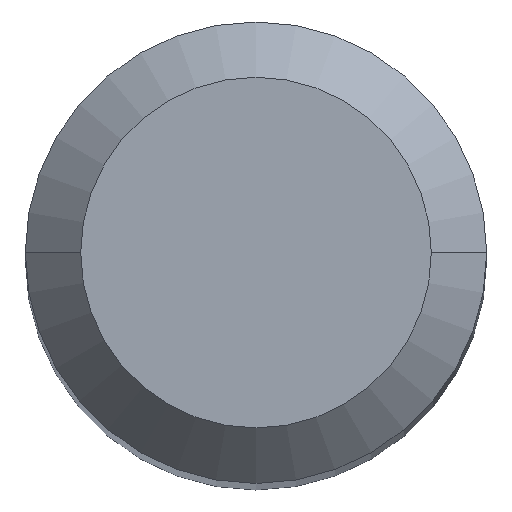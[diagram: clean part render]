
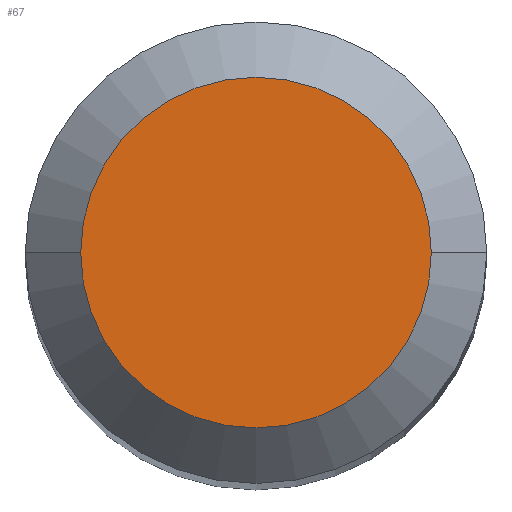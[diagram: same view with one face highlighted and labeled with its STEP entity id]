
A CAD part, top view. The second image highlights one B-rep face of the part: STEP entity #67.
In plain terms, the highlighted planar face has unit normal (0, 0, 1).
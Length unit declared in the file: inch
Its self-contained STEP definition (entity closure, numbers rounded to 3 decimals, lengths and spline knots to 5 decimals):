
#30 = DIRECTION ( 'NONE',  ( 1., 0., 0. ) ) ;
#34 = CIRCLE ( 'NONE', #401, 0.0475 ) ;
#37 = CARTESIAN_POINT ( 'NONE',  ( 0., 0., 0. ) ) ;
#67 = ADVANCED_FACE ( 'NONE', ( #438 ), #519, .F. ) ;
#143 = DIRECTION ( 'NONE',  ( 1., 0., 0. ) ) ;
#192 = ORIENTED_EDGE ( 'NONE', *, *, #225, .T. ) ;
#219 = DIRECTION ( 'NONE',  ( 0., 0., -1. ) ) ;
#225 = EDGE_CURVE ( 'NONE', #259, #338, #34, .T. ) ;
#227 = CARTESIAN_POINT ( 'NONE',  ( 0., 0., 0. ) ) ;
#259 = VERTEX_POINT ( 'NONE', #430 ) ;
#292 = EDGE_CURVE ( 'NONE', #338, #259, #411, .T. ) ;
#295 = EDGE_LOOP ( 'NONE', ( #192, #541 ) ) ;
#314 = CARTESIAN_POINT ( 'NONE',  ( 0., 0.0475, 0. ) ) ;
#325 = AXIS2_PLACEMENT_3D ( 'NONE', #227, #363, #143 ) ;
#334 = AXIS2_PLACEMENT_3D ( 'NONE', #314, #219, #399 ) ;
#338 = VERTEX_POINT ( 'NONE', #372 ) ;
#363 = DIRECTION ( 'NONE',  ( 0., 0., 1. ) ) ;
#372 = CARTESIAN_POINT ( 'NONE',  ( 0.0475, 0., 0. ) ) ;
#399 = DIRECTION ( 'NONE',  ( -1., 0., 0. ) ) ;
#401 = AXIS2_PLACEMENT_3D ( 'NONE', #37, #551, #30 ) ;
#411 = CIRCLE ( 'NONE', #325, 0.0475 ) ;
#430 = CARTESIAN_POINT ( 'NONE',  ( -0.0475, 0., 0. ) ) ;
#438 = FACE_OUTER_BOUND ( 'NONE', #295, .T. ) ;
#519 = PLANE ( 'NONE',  #334 ) ;
#541 = ORIENTED_EDGE ( 'NONE', *, *, #292, .T. ) ;
#551 = DIRECTION ( 'NONE',  ( 0., 0., 1. ) ) ;
